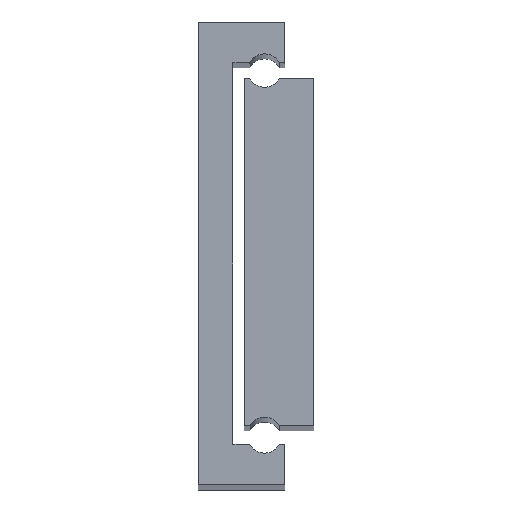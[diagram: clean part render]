
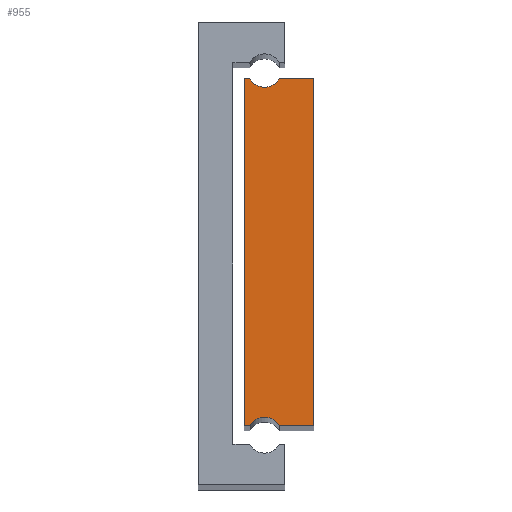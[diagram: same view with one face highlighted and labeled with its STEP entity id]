
A CAD part, top view. The second image highlights one B-rep face of the part: STEP entity #955.
In plain terms, the highlighted planar face has unit normal (0, 0, 1).
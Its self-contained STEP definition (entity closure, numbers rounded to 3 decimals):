
#53 = VERTEX_POINT ( 'NONE', #331 ) ;
#126 = VERTEX_POINT ( 'NONE', #965 ) ;
#130 = ORIENTED_EDGE ( 'NONE', *, *, #360, .T. ) ;
#150 = VERTEX_POINT ( 'NONE', #752 ) ;
#212 = ORIENTED_EDGE ( 'NONE', *, *, #1106, .T. ) ;
#223 = ORIENTED_EDGE ( 'NONE', *, *, #1255, .T. ) ;
#238 = DIRECTION ( 'NONE',  ( 1., 0., 0. ) ) ;
#284 = EDGE_CURVE ( 'NONE', #1818, #53, #1110, .T. ) ;
#331 = CARTESIAN_POINT ( 'NONE',  ( -3.169, 78.924, 250. ) ) ;
#346 = PLANE ( 'NONE',  #1534 ) ;
#360 = EDGE_CURVE ( 'NONE', #126, #1818, #1563, .T. ) ;
#390 = DIRECTION ( 'NONE',  ( 1., 0., 0. ) ) ;
#410 = CARTESIAN_POINT ( 'NONE',  ( -4.071, 78.924, 250. ) ) ;
#414 = CARTESIAN_POINT ( 'NONE',  ( -0.571, 80.424, 250. ) ) ;
#435 = LINE ( 'NONE', #2187, #665 ) ;
#439 = CARTESIAN_POINT ( 'NONE',  ( 2.027, 78.924, 250. ) ) ;
#620 = CARTESIAN_POINT ( 'NONE',  ( -3.169, 78.924, 250. ) ) ;
#622 = LINE ( 'NONE', #1005, #2479 ) ;
#665 = VECTOR ( 'NONE', #238, 1000. ) ;
#693 = DIRECTION ( 'NONE',  ( -1., 0., 0. ) ) ;
#729 = FACE_OUTER_BOUND ( 'NONE', #2275, .T. ) ;
#746 = CARTESIAN_POINT ( 'NONE',  ( -0.571, 17.424, 250. ) ) ;
#749 = LINE ( 'NONE', #1412, #1275 ) ;
#752 = CARTESIAN_POINT ( 'NONE',  ( -3.169, 18.924, 250. ) ) ;
#806 = LINE ( 'NONE', #620, #1671 ) ;
#955 = ADVANCED_FACE ( 'NONE', ( #729 ), #346, .F. ) ;
#965 = CARTESIAN_POINT ( 'NONE',  ( 7.929, 78.924, 250. ) ) ;
#984 = VECTOR ( 'NONE', #1063, 1000. ) ;
#997 = AXIS2_PLACEMENT_3D ( 'NONE', #1174, #2553, #2337 ) ;
#1005 = CARTESIAN_POINT ( 'NONE',  ( 2.027, 18.924, 250. ) ) ;
#1063 = DIRECTION ( 'NONE',  ( 0., -1., 0. ) ) ;
#1100 = EDGE_CURVE ( 'NONE', #53, #1981, #806, .T. ) ;
#1106 = EDGE_CURVE ( 'NONE', #1981, #2261, #2389, .T. ) ;
#1110 = CIRCLE ( 'NONE', #1435, 3. ) ;
#1153 = DIRECTION ( 'NONE',  ( -1., 0., 0. ) ) ;
#1174 = CARTESIAN_POINT ( 'NONE',  ( -0.571, 17.424, 250. ) ) ;
#1255 = EDGE_CURVE ( 'NONE', #2261, #150, #435, .T. ) ;
#1275 = VECTOR ( 'NONE', #2303, 1000. ) ;
#1412 = CARTESIAN_POINT ( 'NONE',  ( 7.929, 18.924, 250. ) ) ;
#1435 = AXIS2_PLACEMENT_3D ( 'NONE', #414, #2156, #390 ) ;
#1456 = CIRCLE ( 'NONE', #997, 3. ) ;
#1525 = CARTESIAN_POINT ( 'NONE',  ( 7.929, 18.924, 250. ) ) ;
#1534 = AXIS2_PLACEMENT_3D ( 'NONE', #746, #1600, #1153 ) ;
#1536 = VERTEX_POINT ( 'NONE', #2591 ) ;
#1557 = ORIENTED_EDGE ( 'NONE', *, *, #1100, .T. ) ;
#1563 = LINE ( 'NONE', #2683, #2459 ) ;
#1600 = DIRECTION ( 'NONE',  ( 0., 0., -1. ) ) ;
#1671 = VECTOR ( 'NONE', #2351, 1000. ) ;
#1818 = VERTEX_POINT ( 'NONE', #439 ) ;
#1855 = CARTESIAN_POINT ( 'NONE',  ( -4.071, 78.924, 250. ) ) ;
#1890 = CARTESIAN_POINT ( 'NONE',  ( -4.071, 18.924, 250. ) ) ;
#1934 = ORIENTED_EDGE ( 'NONE', *, *, #2423, .T. ) ;
#1981 = VERTEX_POINT ( 'NONE', #1855 ) ;
#2016 = ORIENTED_EDGE ( 'NONE', *, *, #284, .T. ) ;
#2026 = EDGE_CURVE ( 'NONE', #1536, #2324, #622, .T. ) ;
#2156 = DIRECTION ( 'NONE',  ( 0., 0., -1. ) ) ;
#2164 = DIRECTION ( 'NONE',  ( 1., 0., 0. ) ) ;
#2187 = CARTESIAN_POINT ( 'NONE',  ( -4.071, 18.924, 250. ) ) ;
#2261 = VERTEX_POINT ( 'NONE', #1890 ) ;
#2275 = EDGE_LOOP ( 'NONE', ( #212, #223, #2364, #2447, #1934, #130, #2016, #1557 ) ) ;
#2303 = DIRECTION ( 'NONE',  ( 0., 1., 0. ) ) ;
#2324 = VERTEX_POINT ( 'NONE', #1525 ) ;
#2337 = DIRECTION ( 'NONE',  ( -1., 0., 0. ) ) ;
#2351 = DIRECTION ( 'NONE',  ( -1., 0., 0. ) ) ;
#2364 = ORIENTED_EDGE ( 'NONE', *, *, #2395, .T. ) ;
#2389 = LINE ( 'NONE', #410, #984 ) ;
#2395 = EDGE_CURVE ( 'NONE', #150, #1536, #1456, .T. ) ;
#2423 = EDGE_CURVE ( 'NONE', #2324, #126, #749, .T. ) ;
#2447 = ORIENTED_EDGE ( 'NONE', *, *, #2026, .T. ) ;
#2459 = VECTOR ( 'NONE', #693, 1000. ) ;
#2479 = VECTOR ( 'NONE', #2164, 1000. ) ;
#2553 = DIRECTION ( 'NONE',  ( 0., 0., -1. ) ) ;
#2591 = CARTESIAN_POINT ( 'NONE',  ( 2.027, 18.924, 250. ) ) ;
#2683 = CARTESIAN_POINT ( 'NONE',  ( 7.929, 78.924, 250. ) ) ;
